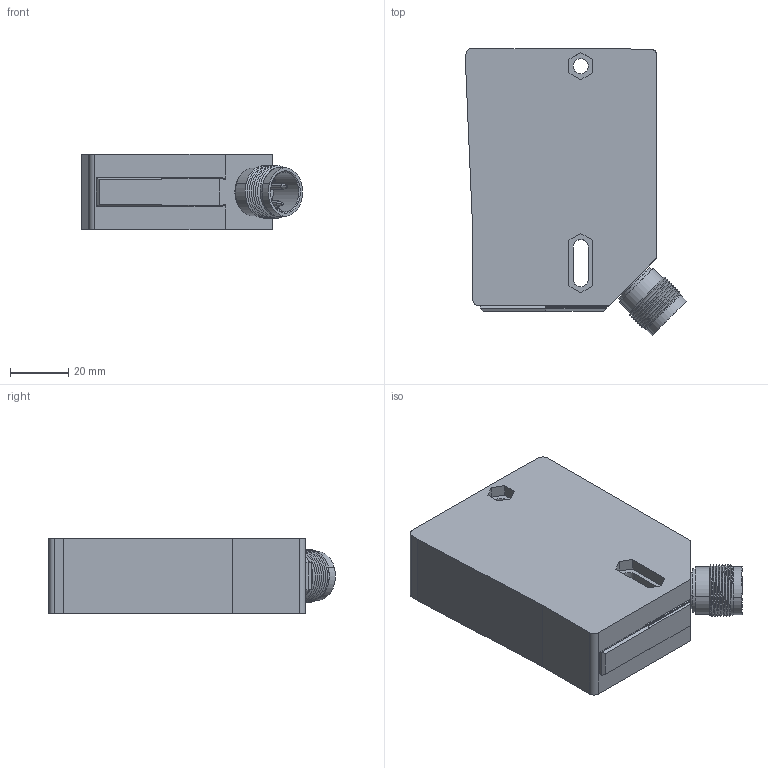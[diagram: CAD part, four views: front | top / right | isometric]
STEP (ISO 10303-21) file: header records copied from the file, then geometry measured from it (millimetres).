
FILE_DESCRIPTION((''),'2;1');
FILE_NAME('CAD1324_RLK28-55-1518','2011-09-20T',('clanger'),(''),'PRO/ENGINEER BY PARAMETRIC TECHNOLOGY CORPORATION, 2006300','PRO/ENGINEER BY PARAMETRIC TECHNOLOGY CORPORATION, 2006300','');
FILE_SCHEMA(('CONFIG_CONTROL_DESIGN'));
Length unit declared in the file: millimetre
Products named in the file (1): CAD1324_RLK28-55-1518
Bounding box: 75.75 x 98.25 x 25.8 mm (x, y, z)
Volume: 141143.6 mm3; surface area: 22391.1 mm2
Topology: 1 solids, 12 shells, 186 faces, 450 edges, 314 vertices
Faces by surface type: plane 123, cylinder 47, cone 10, bspline 6
Entity records: 10001 total; most frequent: CARTESIAN_POINT 3765, DIRECTION 878, ORIENTED_EDGE 872, EDGE_CURVE 436, VECTOR 314, LINE 314, VERTEX_POINT 288, FILL_AREA_STYLE_COLOUR 287
